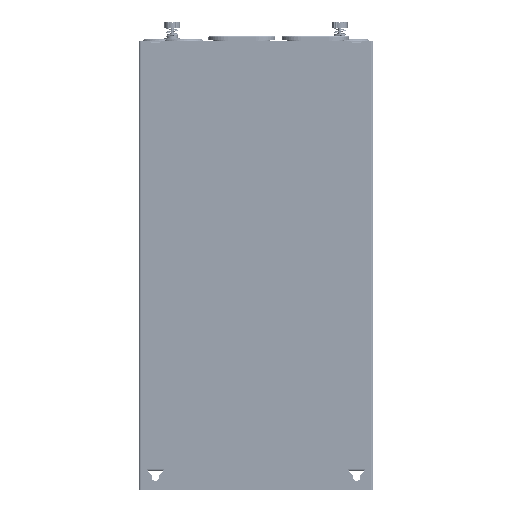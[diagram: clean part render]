
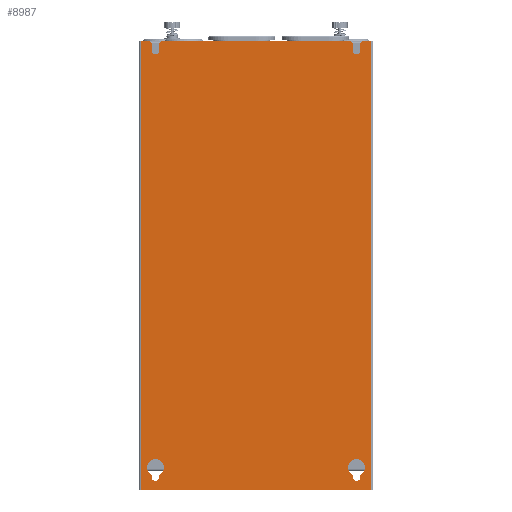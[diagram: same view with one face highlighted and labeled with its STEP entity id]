
A CAD part, front view. The second image highlights one B-rep face of the part: STEP entity #8987.
In plain terms, the highlighted planar face has unit normal (0, -1, 0).
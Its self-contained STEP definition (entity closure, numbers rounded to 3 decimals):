
#778=DIRECTION('',(0.,0.,-1.));
#779=VECTOR('',#778,348.);
#780=CARTESIAN_POINT('',(-89.,0.,174.));
#781=LINE('',#780,#779);
#2114=DIRECTION('',(0.707,0.,-0.707));
#2115=VECTOR('',#2114,2.121);
#2116=CARTESIAN_POINT('',(-82.5,0.,174.));
#2117=LINE('',#2116,#2115);
#2118=CARTESIAN_POINT('',(-78.,0.,167.));
#2119=DIRECTION('',(0.,-1.,0.));
#2120=DIRECTION('',(-1.,0.,0.));
#2121=AXIS2_PLACEMENT_3D('',#2118,#2119,#2120);
#2123=DIRECTION('',(0.,0.,1.));
#2124=VECTOR('',#2123,5.5);
#2125=CARTESIAN_POINT('',(-75.,0.,167.));
#2126=LINE('',#2125,#2124);
#2127=DIRECTION('',(0.707,0.,0.707));
#2128=VECTOR('',#2127,2.121);
#2129=CARTESIAN_POINT('',(-75.,0.,172.5));
#2130=LINE('',#2129,#2128);
#2131=DIRECTION('',(0.707,0.,-0.707));
#2132=VECTOR('',#2131,2.121);
#2133=CARTESIAN_POINT('',(73.5,0.,174.));
#2134=LINE('',#2133,#2132);
#2135=CARTESIAN_POINT('',(78.,0.,167.));
#2136=DIRECTION('',(0.,-1.,0.));
#2137=DIRECTION('',(-1.,0.,0.));
#2138=AXIS2_PLACEMENT_3D('',#2135,#2136,#2137);
#2140=DIRECTION('',(0.,0.,1.));
#2141=VECTOR('',#2140,5.5);
#2142=CARTESIAN_POINT('',(81.,0.,167.));
#2143=LINE('',#2142,#2141);
#2144=DIRECTION('',(0.707,0.,0.707));
#2145=VECTOR('',#2144,2.121);
#2146=CARTESIAN_POINT('',(81.,0.,172.5));
#2147=LINE('',#2146,#2145);
#2148=DIRECTION('',(-1.,0.,0.));
#2149=VECTOR('',#2148,178.);
#2150=CARTESIAN_POINT('',(89.,0.,-174.));
#2151=LINE('',#2150,#2149);
#2152=CARTESIAN_POINT('',(78.,0.,-156.5));
#2153=DIRECTION('',(0.,-1.,0.));
#2154=DIRECTION('',(0.462,0.,-0.887));
#2155=AXIS2_PLACEMENT_3D('',#2152,#2153,#2154);
#2157=CARTESIAN_POINT('',(78.,0.,-156.5));
#2158=DIRECTION('',(0.,-1.,0.));
#2159=DIRECTION('',(0.462,0.,0.887));
#2160=AXIS2_PLACEMENT_3D('',#2157,#2158,#2159);
#2162=CARTESIAN_POINT('',(78.,0.,-164.));
#2163=DIRECTION('',(0.,-1.,0.));
#2164=DIRECTION('',(-1.,0.,0.));
#2165=AXIS2_PLACEMENT_3D('',#2162,#2163,#2164);
#2167=CARTESIAN_POINT('',(-78.,0.,-164.));
#2168=DIRECTION('',(0.,-1.,0.));
#2169=DIRECTION('',(-1.,0.,0.));
#2170=AXIS2_PLACEMENT_3D('',#2167,#2168,#2169);
#2172=CARTESIAN_POINT('',(-78.,0.,-156.5));
#2173=DIRECTION('',(0.,-1.,0.));
#2174=DIRECTION('',(0.462,0.,-0.887));
#2175=AXIS2_PLACEMENT_3D('',#2172,#2173,#2174);
#2177=CARTESIAN_POINT('',(-78.,0.,-156.5));
#2178=DIRECTION('',(0.,-1.,0.));
#2179=DIRECTION('',(0.462,0.,0.887));
#2180=AXIS2_PLACEMENT_3D('',#2177,#2178,#2179);
#2186=DIRECTION('',(0.,0.,1.));
#2187=VECTOR('',#2186,5.5);
#2188=CARTESIAN_POINT('',(-81.,0.,167.));
#2189=LINE('',#2188,#2187);
#2210=DIRECTION('',(-1.,0.,0.));
#2211=VECTOR('',#2210,147.);
#2212=CARTESIAN_POINT('',(73.5,0.,174.));
#2213=LINE('',#2212,#2211);
#2222=DIRECTION('',(0.,0.,1.));
#2223=VECTOR('',#2222,5.5);
#2224=CARTESIAN_POINT('',(75.,0.,167.));
#2225=LINE('',#2224,#2223);
#2250=DIRECTION('',(-1.,0.,0.));
#2251=VECTOR('',#2250,6.5);
#2252=CARTESIAN_POINT('',(89.,0.,174.));
#2253=LINE('',#2252,#2251);
#2268=DIRECTION('',(0.,0.,1.));
#2269=VECTOR('',#2268,348.);
#2270=CARTESIAN_POINT('',(89.,0.,-174.));
#2271=LINE('',#2270,#2269);
#4810=DIRECTION('',(-1.,0.,0.));
#4811=VECTOR('',#4810,6.5);
#4812=CARTESIAN_POINT('',(-82.5,0.,174.));
#4813=LINE('',#4812,#4811);
#4814=DIRECTION('',(0.,0.,-1.));
#4815=VECTOR('',#4814,1.734);
#4816=CARTESIAN_POINT('',(81.,0.,-162.266));
#4817=LINE('',#4816,#4815);
#4826=DIRECTION('',(0.,0.,1.));
#4827=VECTOR('',#4826,1.734);
#4828=CARTESIAN_POINT('',(75.,0.,-164.));
#4829=LINE('',#4828,#4827);
#4846=DIRECTION('',(0.,0.,1.));
#4847=VECTOR('',#4846,1.734);
#4848=CARTESIAN_POINT('',(-81.,0.,-164.));
#4849=LINE('',#4848,#4847);
#4858=DIRECTION('',(0.,0.,-1.));
#4859=VECTOR('',#4858,1.734);
#4860=CARTESIAN_POINT('',(-75.,0.,-162.266));
#4861=LINE('',#4860,#4859);
#5904=CARTESIAN_POINT('',(-89.,0.,-174.));
#5905=VERTEX_POINT('',#5904);
#5908=CARTESIAN_POINT('',(-89.,0.,174.));
#5909=VERTEX_POINT('',#5908);
#6414=CARTESIAN_POINT('',(81.,0.,-162.266));
#6415=CARTESIAN_POINT('',(81.,0.,-164.));
#6416=VERTEX_POINT('',#6414);
#6417=VERTEX_POINT('',#6415);
#6418=CARTESIAN_POINT('',(-82.5,0.,174.));
#6419=CARTESIAN_POINT('',(-81.,0.,172.5));
#6420=VERTEX_POINT('',#6418);
#6421=VERTEX_POINT('',#6419);
#6422=CARTESIAN_POINT('',(-81.,0.,167.));
#6423=VERTEX_POINT('',#6422);
#6424=CARTESIAN_POINT('',(-75.,0.,167.));
#6425=VERTEX_POINT('',#6424);
#6426=CARTESIAN_POINT('',(-75.,0.,172.5));
#6427=VERTEX_POINT('',#6426);
#6428=CARTESIAN_POINT('',(-73.5,0.,174.));
#6429=VERTEX_POINT('',#6428);
#6430=CARTESIAN_POINT('',(73.5,0.,174.));
#6431=VERTEX_POINT('',#6430);
#6432=CARTESIAN_POINT('',(75.,0.,172.5));
#6433=VERTEX_POINT('',#6432);
#6434=CARTESIAN_POINT('',(75.,0.,167.));
#6435=VERTEX_POINT('',#6434);
#6436=CARTESIAN_POINT('',(81.,0.,167.));
#6437=VERTEX_POINT('',#6436);
#6438=CARTESIAN_POINT('',(81.,0.,172.5));
#6439=VERTEX_POINT('',#6438);
#6440=CARTESIAN_POINT('',(82.5,0.,174.));
#6441=VERTEX_POINT('',#6440);
#6442=CARTESIAN_POINT('',(89.,0.,174.));
#6443=VERTEX_POINT('',#6442);
#6444=CARTESIAN_POINT('',(89.,0.,-174.));
#6445=VERTEX_POINT('',#6444);
#6446=CARTESIAN_POINT('',(81.,0.,-150.734));
#6447=CARTESIAN_POINT('',(75.,0.,-162.266));
#6448=VERTEX_POINT('',#6446);
#6449=VERTEX_POINT('',#6447);
#6450=CARTESIAN_POINT('',(75.,0.,-164.));
#6451=VERTEX_POINT('',#6450);
#6452=CARTESIAN_POINT('',(-81.,0.,-164.));
#6453=CARTESIAN_POINT('',(-75.,0.,-164.));
#6454=VERTEX_POINT('',#6452);
#6455=VERTEX_POINT('',#6453);
#6456=CARTESIAN_POINT('',(-75.,0.,-162.266));
#6457=VERTEX_POINT('',#6456);
#6458=CARTESIAN_POINT('',(-75.,0.,-150.734));
#6459=CARTESIAN_POINT('',(-81.,0.,-162.266));
#6460=VERTEX_POINT('',#6458);
#6461=VERTEX_POINT('',#6459);
#8926=CARTESIAN_POINT('',(-89.,0.,-174.));
#8927=DIRECTION('',(0.,-1.,0.));
#8928=DIRECTION('',(1.,0.,0.));
#8929=AXIS2_PLACEMENT_3D('',#8926,#8927,#8928);
#8930=PLANE('',#8929);
#8931=ORIENTED_EDGE('',*,*,#8916,.T.);
#8933=ORIENTED_EDGE('',*,*,#8932,.F.);
#8935=ORIENTED_EDGE('',*,*,#8934,.T.);
#8937=ORIENTED_EDGE('',*,*,#8936,.T.);
#8939=ORIENTED_EDGE('',*,*,#8938,.T.);
#8941=ORIENTED_EDGE('',*,*,#8940,.F.);
#8943=ORIENTED_EDGE('',*,*,#8942,.T.);
#8945=ORIENTED_EDGE('',*,*,#8944,.F.);
#8947=ORIENTED_EDGE('',*,*,#8946,.T.);
#8949=ORIENTED_EDGE('',*,*,#8948,.T.);
#8951=ORIENTED_EDGE('',*,*,#8950,.T.);
#8953=ORIENTED_EDGE('',*,*,#8952,.F.);
#8955=ORIENTED_EDGE('',*,*,#8954,.F.);
#8957=ORIENTED_EDGE('',*,*,#8956,.T.);
#8958=ORIENTED_EDGE('',*,*,#7753,.F.);
#8960=ORIENTED_EDGE('',*,*,#8959,.F.);
#8961=EDGE_LOOP('',(#8931,#8933,#8935,#8937,#8939,#8941,#8943,#8945,#8947,#8949,
#8951,#8953,#8955,#8957,#8958,#8960));
#8962=FACE_OUTER_BOUND('',#8961,.F.);
#8964=ORIENTED_EDGE('',*,*,#8963,.F.);
#8966=ORIENTED_EDGE('',*,*,#8965,.T.);
#8968=ORIENTED_EDGE('',*,*,#8967,.T.);
#8970=ORIENTED_EDGE('',*,*,#8969,.F.);
#8972=ORIENTED_EDGE('',*,*,#8971,.T.);
#8973=EDGE_LOOP('',(#8964,#8966,#8968,#8970,#8972));
#8974=FACE_BOUND('',#8973,.F.);
#8976=ORIENTED_EDGE('',*,*,#8975,.T.);
#8978=ORIENTED_EDGE('',*,*,#8977,.F.);
#8980=ORIENTED_EDGE('',*,*,#8979,.T.);
#8982=ORIENTED_EDGE('',*,*,#8981,.T.);
#8984=ORIENTED_EDGE('',*,*,#8983,.F.);
#8985=EDGE_LOOP('',(#8976,#8978,#8980,#8982,#8984));
#8986=FACE_BOUND('',#8985,.F.);
#8987=ADVANCED_FACE('',(#8962,#8974,#8986),#8930,.T.);
#2122=CIRCLE('',#2121,3.);
#2139=CIRCLE('',#2138,3.);
#2156=CIRCLE('',#2155,6.5);
#2161=CIRCLE('',#2160,6.5);
#2166=CIRCLE('',#2165,3.);
#2171=CIRCLE('',#2170,3.);
#2176=CIRCLE('',#2175,6.5);
#2181=CIRCLE('',#2180,6.5);
#7753=EDGE_CURVE('',#5909,#5905,#781,.T.);
#8916=EDGE_CURVE('',#6420,#6421,#2117,.T.);
#8932=EDGE_CURVE('',#6423,#6421,#2189,.T.);
#8934=EDGE_CURVE('',#6423,#6425,#2122,.T.);
#8936=EDGE_CURVE('',#6425,#6427,#2126,.T.);
#8938=EDGE_CURVE('',#6427,#6429,#2130,.T.);
#8940=EDGE_CURVE('',#6431,#6429,#2213,.T.);
#8942=EDGE_CURVE('',#6431,#6433,#2134,.T.);
#8944=EDGE_CURVE('',#6435,#6433,#2225,.T.);
#8946=EDGE_CURVE('',#6435,#6437,#2139,.T.);
#8948=EDGE_CURVE('',#6437,#6439,#2143,.T.);
#8950=EDGE_CURVE('',#6439,#6441,#2147,.T.);
#8952=EDGE_CURVE('',#6443,#6441,#2253,.T.);
#8954=EDGE_CURVE('',#6445,#6443,#2271,.T.);
#8956=EDGE_CURVE('',#6445,#5905,#2151,.T.);
#8959=EDGE_CURVE('',#6420,#5909,#4813,.T.);
#8963=EDGE_CURVE('',#6416,#6417,#4817,.T.);
#8965=EDGE_CURVE('',#6416,#6448,#2156,.T.);
#8967=EDGE_CURVE('',#6448,#6449,#2161,.T.);
#8969=EDGE_CURVE('',#6451,#6449,#4829,.T.);
#8971=EDGE_CURVE('',#6451,#6417,#2166,.T.);
#8975=EDGE_CURVE('',#6454,#6455,#2171,.T.);
#8977=EDGE_CURVE('',#6457,#6455,#4861,.T.);
#8979=EDGE_CURVE('',#6457,#6460,#2176,.T.);
#8981=EDGE_CURVE('',#6460,#6461,#2181,.T.);
#8983=EDGE_CURVE('',#6454,#6461,#4849,.T.);
